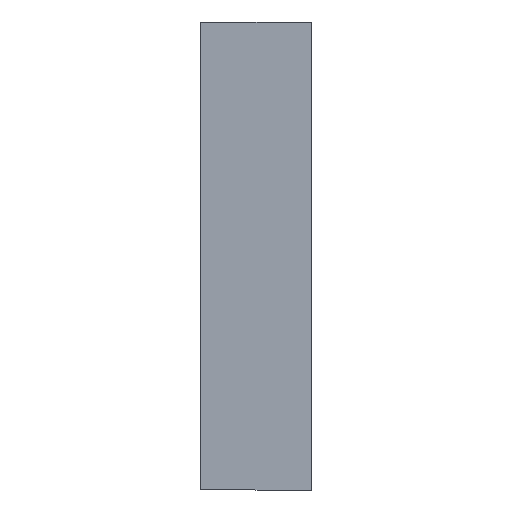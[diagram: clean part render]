
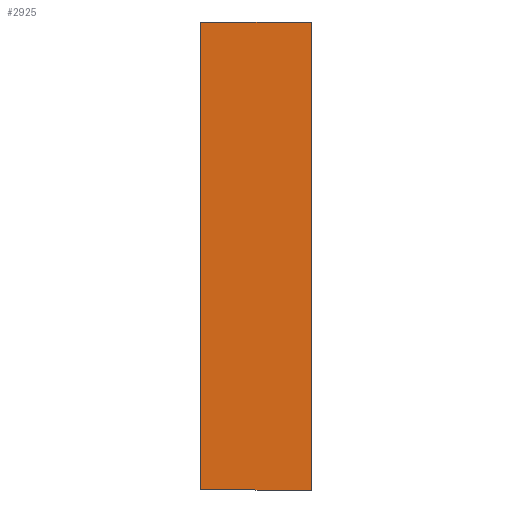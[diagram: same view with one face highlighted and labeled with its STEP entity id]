
A CAD part, left-side view. The second image highlights one B-rep face of the part: STEP entity #2925.
In plain terms, the highlighted planar face has unit normal (-1, 0, 0).
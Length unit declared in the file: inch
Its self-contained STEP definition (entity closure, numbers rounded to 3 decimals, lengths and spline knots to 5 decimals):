
#2909 = EDGE_CURVE ( 'NONE', #2918, #2961, #4237, .T. ) ;
#2918 = VERTEX_POINT ( 'NONE', #4311 ) ;
#2925 = ADVANCED_FACE ( 'NONE', ( #4299 ), #4247, .T. ) ;
#2926 = VERTEX_POINT ( 'NONE', #4242 ) ;
#2931 = ORIENTED_EDGE ( 'NONE', *, *, #2909, .T. ) ;
#2941 = EDGE_LOOP ( 'NONE', ( #2975, #2931, #3002, #3005 ) ) ;
#2944 = EDGE_CURVE ( 'NONE', #2918, #2926, #4393, .T. ) ;
#2961 = VERTEX_POINT ( 'NONE', #4409 ) ;
#2975 = ORIENTED_EDGE ( 'NONE', *, *, #2944, .F. ) ;
#2993 = VERTEX_POINT ( 'NONE', #4518 ) ;
#3002 = ORIENTED_EDGE ( 'NONE', *, *, #3065, .F. ) ;
#3005 = ORIENTED_EDGE ( 'NONE', *, *, #3008, .F. ) ;
#3008 = EDGE_CURVE ( 'NONE', #2926, #2993, #4480, .T. ) ;
#3065 = EDGE_CURVE ( 'NONE', #2993, #2961, #4809, .T. ) ;
#4235 = VECTOR ( 'NONE', #4292, 39.37008 ) ;
#4236 = CARTESIAN_POINT ( 'NONE',  ( -21.29987, 0., 7.26987 ) ) ;
#4237 = LINE ( 'NONE', #4236, #4235 ) ;
#4242 = CARTESIAN_POINT ( 'NONE',  ( -21.29987, 3.4375, -7.26987 ) ) ;
#4243 = DIRECTION ( 'NONE',  ( 0., 0., 1. ) ) ;
#4244 = DIRECTION ( 'NONE',  ( -1., 0., 0. ) ) ;
#4245 = CARTESIAN_POINT ( 'NONE',  ( -21.29987, 48.95019, 7.26987 ) ) ;
#4246 = AXIS2_PLACEMENT_3D ( 'NONE', #4245, #4244, #4243 ) ;
#4247 = PLANE ( 'NONE',  #4246 ) ;
#4292 = DIRECTION ( 'NONE',  ( 0., 0., 1. ) ) ;
#4299 = FACE_OUTER_BOUND ( 'NONE', #2941, .T. ) ;
#4311 = CARTESIAN_POINT ( 'NONE',  ( -21.29987, 0., -7.26987 ) ) ;
#4390 = DIRECTION ( 'NONE',  ( 0., 1., 0. ) ) ;
#4391 = VECTOR ( 'NONE', #4390, 39.37008 ) ;
#4392 = CARTESIAN_POINT ( 'NONE',  ( -21.29987, 48.95019, -7.26987 ) ) ;
#4393 = LINE ( 'NONE', #4392, #4391 ) ;
#4409 = CARTESIAN_POINT ( 'NONE',  ( -21.29987, 0., 7.26987 ) ) ;
#4477 = DIRECTION ( 'NONE',  ( 0., 0., 1. ) ) ;
#4478 = VECTOR ( 'NONE', #4477, 39.37008 ) ;
#4479 = CARTESIAN_POINT ( 'NONE',  ( -21.29987, 3.4375, 6.98 ) ) ;
#4480 = LINE ( 'NONE', #4479, #4478 ) ;
#4518 = CARTESIAN_POINT ( 'NONE',  ( -21.29987, 3.4375, 7.26987 ) ) ;
#4802 = DIRECTION ( 'NONE',  ( 0., -1., 0. ) ) ;
#4803 = VECTOR ( 'NONE', #4802, 39.37008 ) ;
#4804 = CARTESIAN_POINT ( 'NONE',  ( -21.29987, 48.95019, 7.26987 ) ) ;
#4809 = LINE ( 'NONE', #4804, #4803 ) ;
